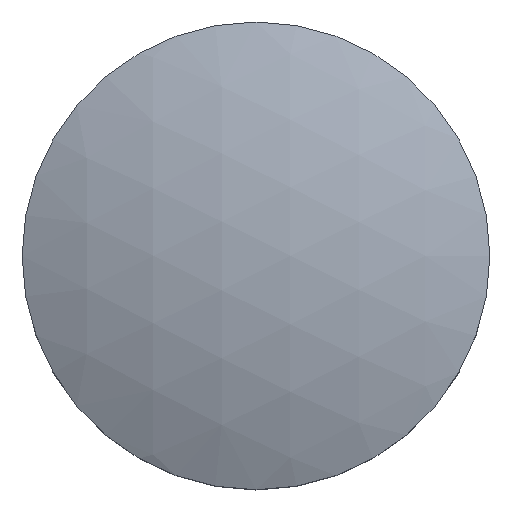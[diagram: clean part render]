
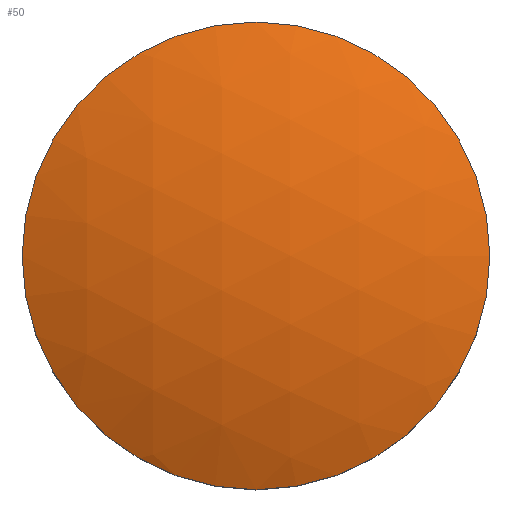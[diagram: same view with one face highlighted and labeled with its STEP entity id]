
A CAD part, top view. The second image highlights one B-rep face of the part: STEP entity #50.
In plain terms, the highlighted spherical face has radius 6.18 mm.
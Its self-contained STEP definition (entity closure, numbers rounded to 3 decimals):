
#19=FACE_OUTER_BOUND('',#22,.T.);
#22=EDGE_LOOP('',(#39,#40));
#26=CIRCLE('',#76,2.5);
#27=CIRCLE('',#77,2.5);
#30=VERTEX_POINT('',#103);
#31=VERTEX_POINT('',#104);
#34=EDGE_CURVE('',#30,#31,#26,.T.);
#35=EDGE_CURVE('',#31,#30,#27,.T.);
#39=ORIENTED_EDGE('',*,*,#34,.T.);
#40=ORIENTED_EDGE('',*,*,#35,.T.);
#48=SPHERICAL_SURFACE('',#75,6.18);
#50=ADVANCED_FACE('',(#19),#48,.T.);
#75=AXIS2_PLACEMENT_3D('',#102,#87,#88);
#76=AXIS2_PLACEMENT_3D('',#105,#89,#90);
#77=AXIS2_PLACEMENT_3D('',#106,#91,#92);
#87=DIRECTION('center_axis',(-1.,0.,0.));
#88=DIRECTION('ref_axis',(0.,-1.,0.));
#89=DIRECTION('center_axis',(0.,0.,
1.));
#90=DIRECTION('ref_axis',(0.814,-0.581,0.));
#91=DIRECTION('center_axis',(0.,0.,
1.));
#92=DIRECTION('ref_axis',(0.814,-0.581,0.));
#102=CARTESIAN_POINT('Origin',(0.,0.,-4.93));
#103=CARTESIAN_POINT('',(2.5,0.,0.722));
#104=CARTESIAN_POINT('',(-2.5,0.,0.722));
#105=CARTESIAN_POINT('Origin',(0.,0.,
0.722));
#106=CARTESIAN_POINT('Origin',(0.,0.,
0.722));
